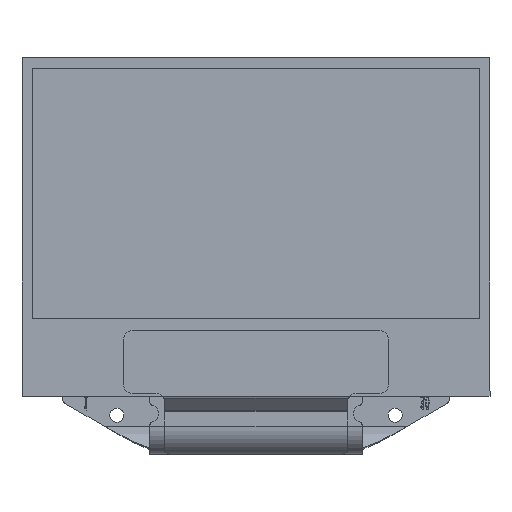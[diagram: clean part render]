
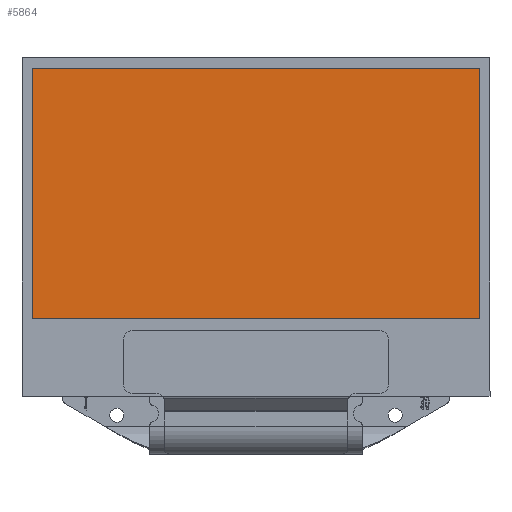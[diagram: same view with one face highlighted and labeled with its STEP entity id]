
A CAD part, top view. The second image highlights one B-rep face of the part: STEP entity #5864.
In plain terms, the highlighted planar face has unit normal (0, 0, 1).
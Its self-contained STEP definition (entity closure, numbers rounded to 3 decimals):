
#5864=ADVANCED_FACE('',(#10610),#10612,.T.);
#10610=FACE_BOUND('',#10611,.T.);
#10611=EDGE_LOOP('',(#14824,#14825,#14826,#14827));
#10612=PLANE('',#10613);
#10613=AXIS2_PLACEMENT_3D('',#10614,#10615,#10616);
#10614=CARTESIAN_POINT('',(0.,0.,2.5));
#10615=DIRECTION('',(0.,0.,1.));
#10616=DIRECTION('',(1.,0.,0.));
#14824=ORIENTED_EDGE('',*,*,#16926,.T.);
#14825=ORIENTED_EDGE('',*,*,#16930,.T.);
#14826=ORIENTED_EDGE('',*,*,#16933,.T.);
#14827=ORIENTED_EDGE('',*,*,#16935,.T.);
#16926=EDGE_CURVE('',#20673,#20671,#20674,.T.);
#16930=EDGE_CURVE('',#20671,#20678,#20680,.T.);
#16933=EDGE_CURVE('',#20678,#20683,#20685,.T.);
#16935=EDGE_CURVE('',#20683,#20673,#20687,.T.);
#20671=VERTEX_POINT('',#29201);
#20673=VERTEX_POINT('',#29205);
#20674=LINE('',#29206,#29207);
#20678=VERTEX_POINT('',#29216);
#20680=LINE('',#29220,#29221);
#20683=VERTEX_POINT('',#29227);
#20685=LINE('',#29231,#29232);
#20687=LINE('',#29237,#29238);
#29201=CARTESIAN_POINT('',(-12.85,9.13,2.5));
#29205=CARTESIAN_POINT('',(12.85,9.13,2.5));
#29206=CARTESIAN_POINT('',(12.85,9.13,2.5));
#29207=VECTOR('',#29208,1.);
#29208=DIRECTION('',(-1.,0.,0.));
#29216=CARTESIAN_POINT('',(-12.85,-5.27,2.5));
#29220=CARTESIAN_POINT('',(-12.85,9.13,2.5));
#29221=VECTOR('',#29222,1.);
#29222=DIRECTION('',(0.,-1.,0.));
#29227=CARTESIAN_POINT('',(12.85,-5.27,2.5));
#29231=CARTESIAN_POINT('',(-12.85,-5.27,2.5));
#29232=VECTOR('',#29233,1.);
#29233=DIRECTION('',(1.,0.,0.));
#29237=CARTESIAN_POINT('',(12.85,-5.27,2.5));
#29238=VECTOR('',#29239,1.);
#29239=DIRECTION('',(0.,1.,0.));
